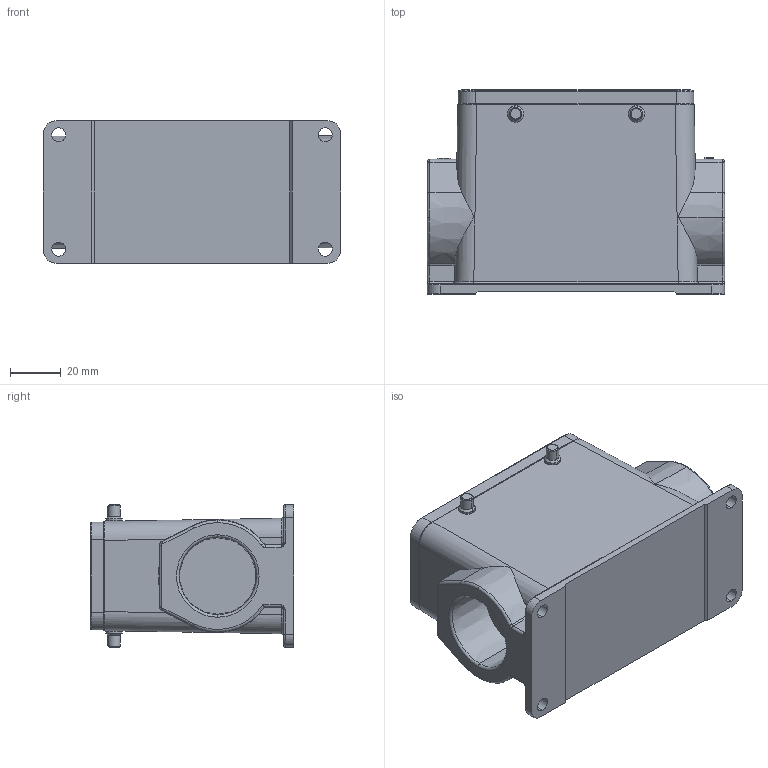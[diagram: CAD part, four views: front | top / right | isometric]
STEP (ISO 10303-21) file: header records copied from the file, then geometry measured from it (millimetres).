
FILE_DESCRIPTION(/* description */ (''),/* implementation_level */ '2;1');
FILE_NAME(/* name */ '3D_1240162305004_HV16B-SFH-4B-M32_V1.1.STP',/* time_stamp */ '2024-01-02T11:34:19+08:00',/* author */ (''),/* organization */ (''),/* preprocessor_version */ 'ST-DEVELOPER v18.1',/* originating_system */ 'SIEMENS PLM Software NX 1980',/* authorisation */ '');
FILE_SCHEMA (('AUTOMOTIVE_DESIGN { 1 0 10303 214 3 1 1 1 }'));
Length unit declared in the file: millimetre
Products named in the file (1): 145924985FBBm0lk
Bounding box: 117 x 80.28 x 56.02 mm (x, y, z)
Volume: 151542.3 mm3; surface area: 58566.9 mm2
Topology: 9 solids, 14 shells, 448 faces, 1069 edges, 663 vertices
Faces by surface type: cylinder 170, plane 157, torus 50, cone 46, bspline 23, sphere 1, extrusion 1
Entity records: 14895 total; most frequent: CARTESIAN_POINT 4894, ORIENTED_EDGE 2122, DIRECTION 1979, EDGE_CURVE 1061, AXIS2_PLACEMENT_3D 771, VERTEX_POINT 663, EDGE_LOOP 484, ADVANCED_FACE 448
